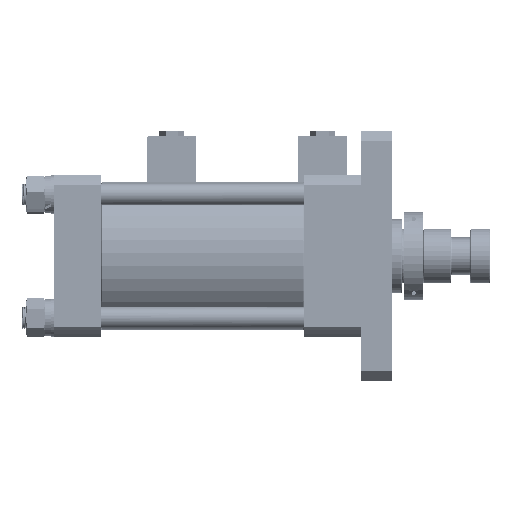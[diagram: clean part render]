
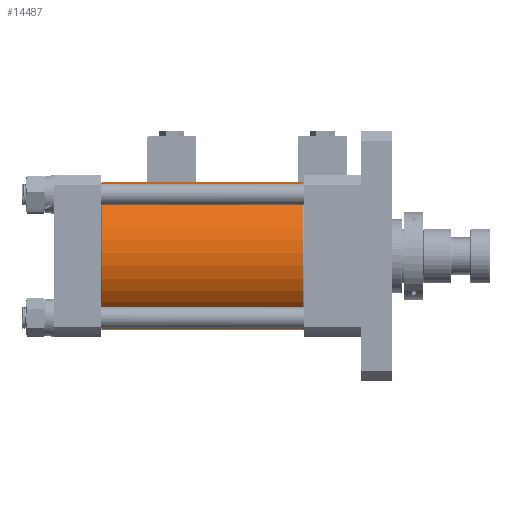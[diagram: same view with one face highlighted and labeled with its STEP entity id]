
A CAD part, top view. The second image highlights one B-rep face of the part: STEP entity #14487.
In plain terms, the highlighted cylindrical face has radius 76 mm (diameter 152 mm), a partial arc.
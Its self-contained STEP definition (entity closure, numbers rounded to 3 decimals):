
#10991 = CIRCLE ( 'NONE', #36966, 76. ) ;
#10992 = CIRCLE ( 'NONE', #36970, 76. ) ;
#14487 = ADVANCED_FACE ( 'NONE', ( #60771 ), #60777, .T. ) ;
#17381 = CARTESIAN_POINT ( 'NONE',  ( 464.832, 248.269, 0. ) ) ;
#17382 = DIRECTION ( 'NONE',  ( 1., 0., 0. ) ) ;
#17383 = DIRECTION ( 'NONE',  ( 0., 1., 0. ) ) ;
#17384 = CARTESIAN_POINT ( 'NONE',  ( 669.832, 248.269, 0. ) ) ;
#17388 = LINE ( 'NONE', #17389, #36973 ) ;
#17389 = CARTESIAN_POINT ( 'NONE',  ( 686.241, 172.269, 0. ) ) ;
#17390 = DIRECTION ( 'NONE',  ( 1., 0., 0. ) ) ;
#17391 = DIRECTION ( 'NONE',  ( 1., 0., 0. ) ) ;
#17392 = DIRECTION ( 'NONE',  ( 0., 1., 0. ) ) ;
#17394 = LINE ( 'NONE', #17395, #36975 ) ;
#17395 = CARTESIAN_POINT ( 'NONE',  ( 686.241, 324.269, 0. ) ) ;
#17396 = DIRECTION ( 'NONE',  ( 1., 0., 0. ) ) ;
#35759 = CARTESIAN_POINT ( 'NONE',  ( 464.832, 172.269, 0. ) ) ;
#35760 = CARTESIAN_POINT ( 'NONE',  ( 464.832, 324.269, 0. ) ) ;
#35761 = CARTESIAN_POINT ( 'NONE',  ( 669.832, 172.269, 0. ) ) ;
#35762 = CARTESIAN_POINT ( 'NONE',  ( 669.832, 324.269, 0. ) ) ;
#36966 = AXIS2_PLACEMENT_3D ( 'NONE', #17381, #17382, #17383 ) ;
#36970 = AXIS2_PLACEMENT_3D ( 'NONE', #17384, #17391, #17392 ) ;
#36973 = VECTOR ( 'NONE', #17390, 1000. ) ;
#36975 = VECTOR ( 'NONE', #17396, 1000. ) ;
#39576 = EDGE_LOOP ( 'NONE', ( #40348, #40350, #40349, #40351 ) ) ;
#40348 = ORIENTED_EDGE ( 'NONE', *, *, #61621, .T. ) ;
#40349 = ORIENTED_EDGE ( 'NONE', *, *, #61624, .F. ) ;
#40350 = ORIENTED_EDGE ( 'NONE', *, *, #61623, .T. ) ;
#40351 = ORIENTED_EDGE ( 'NONE', *, *, #61625, .F. ) ;
#53410 = VERTEX_POINT ( 'NONE', #35759 ) ;
#53411 = VERTEX_POINT ( 'NONE', #35760 ) ;
#53412 = VERTEX_POINT ( 'NONE', #35761 ) ;
#53413 = VERTEX_POINT ( 'NONE', #35762 ) ;
#58775 = CARTESIAN_POINT ( 'NONE',  ( 686.241, 248.269, 0. ) ) ;
#58779 = DIRECTION ( 'NONE',  ( 1., 0., 0. ) ) ;
#58780 = DIRECTION ( 'NONE',  ( 0., 1., 0. ) ) ;
#60771 = FACE_OUTER_BOUND ( 'NONE', #39576, .T. ) ;
#60772 = AXIS2_PLACEMENT_3D ( 'NONE', #58775, #58779, #58780 ) ;
#60777 = CYLINDRICAL_SURFACE ( 'NONE', #60772, 76. ) ;
#61621 = EDGE_CURVE ( 'NONE', #53411, #53410, #10991, .T. ) ;
#61623 = EDGE_CURVE ( 'NONE', #53410, #53412, #17388, .T. ) ;
#61624 = EDGE_CURVE ( 'NONE', #53413, #53412, #10992, .T. ) ;
#61625 = EDGE_CURVE ( 'NONE', #53411, #53413, #17394, .T. ) ;
